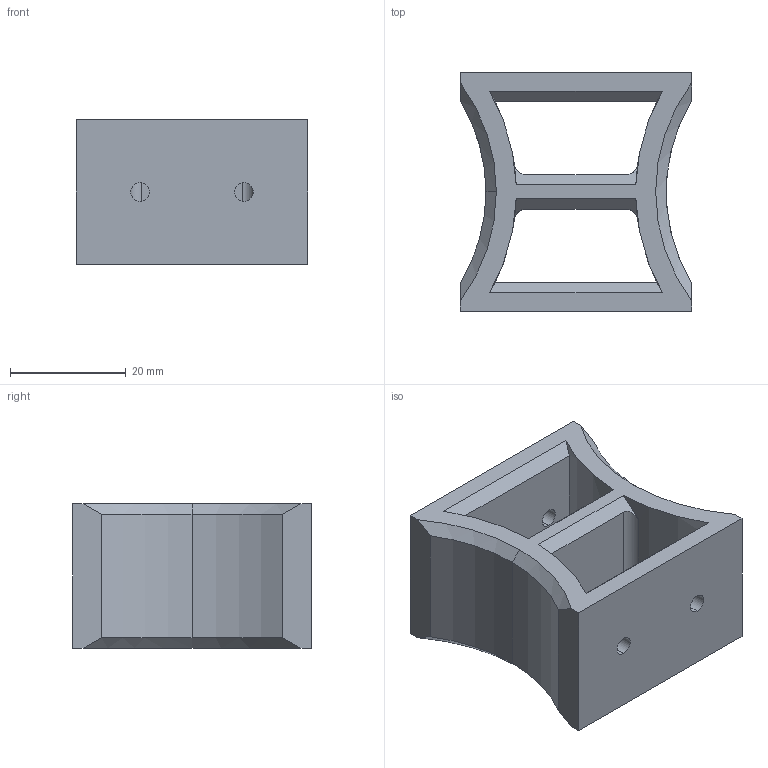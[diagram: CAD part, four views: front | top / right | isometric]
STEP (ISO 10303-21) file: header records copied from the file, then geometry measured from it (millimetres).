
FILE_DESCRIPTION (( 'STEP AP203' ), '1' );
FILE_NAME ('spacer main body.STEP', '2024-10-28T17:09:08', ( '' ), ( '' ), 'SwSTEP 2.0', 'SolidWorks 2023', '' );
FILE_SCHEMA (( 'CONFIG_CONTROL_DESIGN' ));
Length unit declared in the file: millimetre
Products named in the file (1): spacer main body
Bounding box: 40 x 41.3 x 25 mm (x, y, z)
Volume: 21041.4 mm3; surface area: 9407.7 mm2
Topology: 1 solids, 1 shells, 45 faces, 128 edges, 85 vertices
Faces by surface type: plane 20, cylinder 19, cone 6
Entity records: 1578 total; most frequent: CARTESIAN_POINT 355, ORIENTED_EDGE 256, DIRECTION 225, EDGE_CURVE 128, VERTEX_POINT 85, AXIS2_PLACEMENT_3D 83, VECTOR 59, LINE 59
